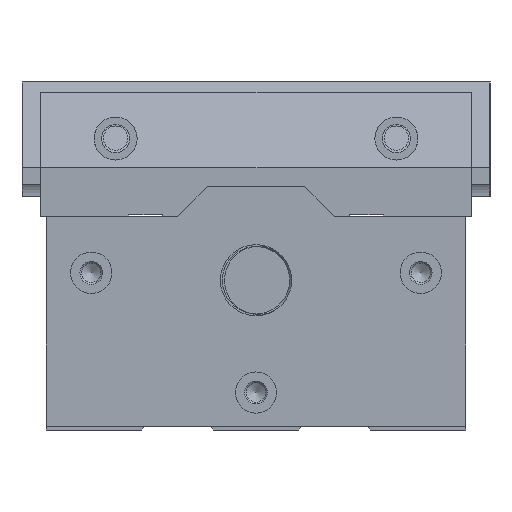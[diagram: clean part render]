
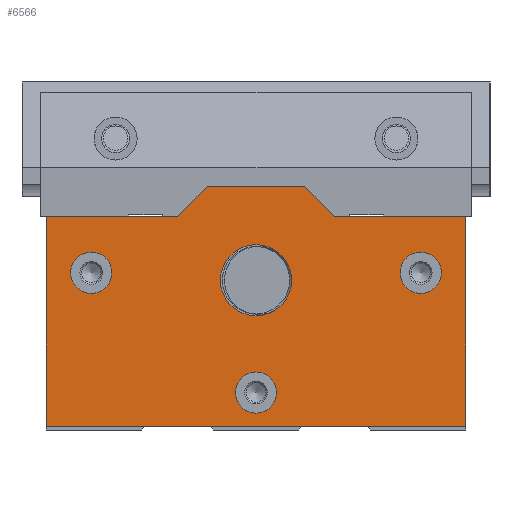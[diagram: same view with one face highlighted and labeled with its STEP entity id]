
A CAD part, left-side view. The second image highlights one B-rep face of the part: STEP entity #6566.
In plain terms, the highlighted planar face has unit normal (-1, 0, 0).
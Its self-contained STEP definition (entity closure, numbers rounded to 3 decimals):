
#5422=FACE_BOUND('',#8186,.T.);
#5423=FACE_BOUND('',#8187,.T.);
#5424=FACE_BOUND('',#8188,.T.);
#5425=FACE_BOUND('',#8189,.T.);
#5426=FACE_BOUND('',#8190,.T.);
#6002=CIRCLE('',#17093,5.5);
#6003=CIRCLE('',#17094,5.5);
#6004=CIRCLE('',#17095,5.5);
#6005=CIRCLE('',#17096,9.5);
#6566=ADVANCED_FACE('',(#5422,#5423,#5424,#5425,#5426),#7081,.T.);
#7081=PLANE('',#17097);
#8186=EDGE_LOOP('',(#10614));
#8187=EDGE_LOOP('',(#10615));
#8188=EDGE_LOOP('',(#10616));
#8189=EDGE_LOOP('',(#10617));
#8190=EDGE_LOOP('',(#10618,#10619,#10620,#10621,#10622,#10623,#10624,#10625));
#10614=ORIENTED_EDGE('',*,*,#13810,.F.);
#10615=ORIENTED_EDGE('',*,*,#13811,.T.);
#10616=ORIENTED_EDGE('',*,*,#13812,.T.);
#10617=ORIENTED_EDGE('',*,*,#13813,.T.);
#10618=ORIENTED_EDGE('',*,*,#13814,.T.);
#10619=ORIENTED_EDGE('',*,*,#13815,.T.);
#10620=ORIENTED_EDGE('',*,*,#13802,.T.);
#10621=ORIENTED_EDGE('',*,*,#13816,.F.);
#10622=ORIENTED_EDGE('',*,*,#13817,.T.);
#10623=ORIENTED_EDGE('',*,*,#13818,.T.);
#10624=ORIENTED_EDGE('',*,*,#13807,.T.);
#10625=ORIENTED_EDGE('',*,*,#13819,.T.);
#12380=VERTEX_POINT('',#23689);
#12381=VERTEX_POINT('',#23690);
#12384=VERTEX_POINT('',#23698);
#12386=VERTEX_POINT('',#23701);
#12388=VERTEX_POINT('',#23707);
#12389=VERTEX_POINT('',#23709);
#12390=VERTEX_POINT('',#23711);
#12391=VERTEX_POINT('',#23713);
#12392=VERTEX_POINT('',#23715);
#12393=VERTEX_POINT('',#23716);
#12394=VERTEX_POINT('',#23719);
#12395=VERTEX_POINT('',#23721);
#13802=EDGE_CURVE('',#12380,#12381,#15002,.T.);
#13807=EDGE_CURVE('',#12386,#12384,#15007,.T.);
#13810=EDGE_CURVE('',#12388,#12388,#6002,.T.);
#13811=EDGE_CURVE('',#12389,#12389,#6003,.T.);
#13812=EDGE_CURVE('',#12390,#12390,#6004,.T.);
#13813=EDGE_CURVE('',#12391,#12391,#6005,.T.);
#13814=EDGE_CURVE('',#12392,#12393,#15010,.T.);
#13815=EDGE_CURVE('',#12393,#12380,#15011,.T.);
#13816=EDGE_CURVE('',#12394,#12381,#15012,.T.);
#13817=EDGE_CURVE('',#12394,#12395,#15013,.T.);
#13818=EDGE_CURVE('',#12395,#12386,#15014,.T.);
#13819=EDGE_CURVE('',#12384,#12392,#15015,.T.);
#15002=LINE('',#23688,#16036);
#15007=LINE('',#23700,#16041);
#15010=LINE('',#23714,#16044);
#15011=LINE('',#23717,#16045);
#15012=LINE('',#23718,#16046);
#15013=LINE('',#23720,#16047);
#15014=LINE('',#23722,#16048);
#15015=LINE('',#23723,#16049);
#16036=VECTOR('',#19579,1.);
#16041=VECTOR('',#19586,1.);
#16044=VECTOR('',#19599,1.);
#16045=VECTOR('',#19600,1.);
#16046=VECTOR('',#19601,1.);
#16047=VECTOR('',#19602,1.);
#16048=VECTOR('',#19603,1.);
#16049=VECTOR('',#19604,1.);
#17093=AXIS2_PLACEMENT_3D('',#23706,#19591,#19592);
#17094=AXIS2_PLACEMENT_3D('',#23708,#19593,#19594);
#17095=AXIS2_PLACEMENT_3D('',#23710,#19595,#19596);
#17096=AXIS2_PLACEMENT_3D('',#23712,#19597,#19598);
#17097=AXIS2_PLACEMENT_3D('',#23724,#19605,#19606);
#19579=DIRECTION('',(0.,1.,0.));
#19586=DIRECTION('',(0.,1.,0.));
#19591=DIRECTION('',(-1.,0.,0.));
#19592=DIRECTION('',(0.,0.,1.));
#19593=DIRECTION('',(1.,0.,0.));
#19594=DIRECTION('',(0.,0.,1.));
#19595=DIRECTION('',(1.,0.,0.));
#19596=DIRECTION('',(0.,0.,1.));
#19597=DIRECTION('',(1.,0.,0.));
#19598=DIRECTION('',(0.,0.,1.));
#19599=DIRECTION('',(0.,1.,0.));
#19600=DIRECTION('',(0.,0.707,-0.707));
#19601=DIRECTION('',(0.,0.,1.));
#19602=DIRECTION('',(0.,-1.,0.));
#19603=DIRECTION('',(0.,0.,1.));
#19604=DIRECTION('',(0.,0.707,0.707));
#19605=DIRECTION('',(-1.,0.,0.));
#19606=DIRECTION('',(0.,0.,-1.));
#23688=CARTESIAN_POINT('',(-10.,56.,57.35));
#23689=CARTESIAN_POINT('',(-10.,77.,57.35));
#23690=CARTESIAN_POINT('',(-10.,112.,57.35));
#23698=CARTESIAN_POINT('',(-10.,35.,57.35));
#23700=CARTESIAN_POINT('',(-10.,56.,57.35));
#23701=CARTESIAN_POINT('',(-10.,0.,57.35));
#23706=CARTESIAN_POINT('',(-10.,12.,42.35));
#23707=CARTESIAN_POINT('',(-10.,12.,47.85));
#23708=CARTESIAN_POINT('',(-10.,56.,10.35));
#23709=CARTESIAN_POINT('',(-10.,56.,15.85));
#23710=CARTESIAN_POINT('',(-10.,100.,42.35));
#23711=CARTESIAN_POINT('',(-10.,100.,47.85));
#23712=CARTESIAN_POINT('',(-10.,56.,40.35));
#23713=CARTESIAN_POINT('',(-10.,56.,49.85));
#23714=CARTESIAN_POINT('',(-10.,35.,65.35));
#23715=CARTESIAN_POINT('',(-10.,43.,65.35));
#23716=CARTESIAN_POINT('',(-10.,69.,65.35));
#23717=CARTESIAN_POINT('',(-10.,95.,39.35));
#23718=CARTESIAN_POINT('',(-10.,112.,0.35));
#23719=CARTESIAN_POINT('',(-10.,112.,1.35));
#23720=CARTESIAN_POINT('',(-10.,56.,1.35));
#23721=CARTESIAN_POINT('',(-10.,0.,1.35));
#23722=CARTESIAN_POINT('',(-10.,0.,0.35));
#23723=CARTESIAN_POINT('',(-10.,17.,39.35));
#23724=CARTESIAN_POINT('',(-10.,56.,0.35));
